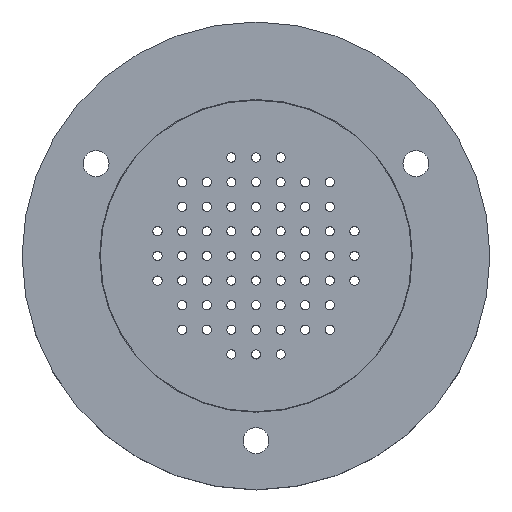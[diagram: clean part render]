
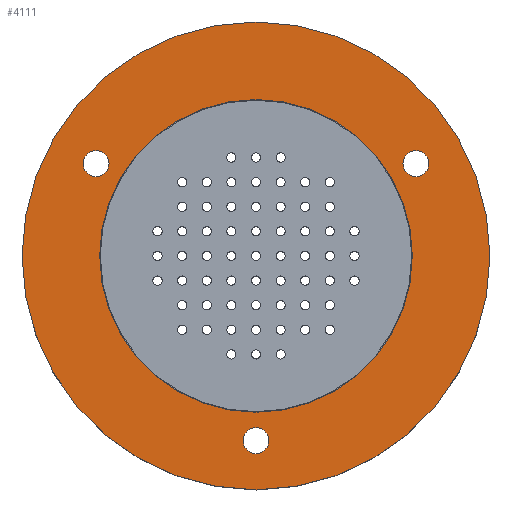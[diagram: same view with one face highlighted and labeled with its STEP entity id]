
A CAD part, top view. The second image highlights one B-rep face of the part: STEP entity #4111.
In plain terms, the highlighted planar face has unit normal (0, 0, 1).
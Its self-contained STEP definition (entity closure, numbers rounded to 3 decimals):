
#87 = EDGE_CURVE ( 'NONE', #3505, #1153, #2720, .T. ) ;
#125 = CARTESIAN_POINT ( 'NONE',  ( -25.981, 15., 9.65 ) ) ;
#129 = EDGE_CURVE ( 'NONE', #3585, #421, #202, .T. ) ;
#165 = CIRCLE ( 'NONE', #3934, 2.108 ) ;
#202 = CIRCLE ( 'NONE', #2397, 38. ) ;
#269 = CARTESIAN_POINT ( 'NONE',  ( 0., 0., 9.65 ) ) ;
#277 = VERTEX_POINT ( 'NONE', #1906 ) ;
#297 = FACE_OUTER_BOUND ( 'NONE', #2975, .T. ) ;
#389 = DIRECTION ( 'NONE',  ( -1., 0., 0. ) ) ;
#399 = DIRECTION ( 'NONE',  ( -1., 0., 0. ) ) ;
#421 = VERTEX_POINT ( 'NONE', #4499 ) ;
#436 = ORIENTED_EDGE ( 'NONE', *, *, #1127, .T. ) ;
#477 = DIRECTION ( 'NONE',  ( -1., 0., 0. ) ) ;
#538 = VERTEX_POINT ( 'NONE', #3346 ) ;
#589 = CARTESIAN_POINT ( 'NONE',  ( -23.873, 15., 9.65 ) ) ;
#607 = DIRECTION ( 'NONE',  ( 0., 0., 1. ) ) ;
#628 = CARTESIAN_POINT ( 'NONE',  ( -28.089, 15., 9.65 ) ) ;
#658 = AXIS2_PLACEMENT_3D ( 'NONE', #4529, #4974, #1210 ) ;
#672 = VERTEX_POINT ( 'NONE', #1833 ) ;
#684 = PLANE ( 'NONE',  #1283 ) ;
#745 = CIRCLE ( 'NONE', #658, 2.108 ) ;
#827 = CIRCLE ( 'NONE', #3290, 2.108 ) ;
#830 = VERTEX_POINT ( 'NONE', #4588 ) ;
#1046 = DIRECTION ( 'NONE',  ( 1., 0., 0. ) ) ;
#1127 = EDGE_CURVE ( 'NONE', #830, #2116, #165, .T. ) ;
#1153 = VERTEX_POINT ( 'NONE', #628 ) ;
#1210 = DIRECTION ( 'NONE',  ( -1., 0., 0. ) ) ;
#1235 = EDGE_CURVE ( 'NONE', #2116, #830, #5398, .T. ) ;
#1283 = AXIS2_PLACEMENT_3D ( 'NONE', #3545, #607, #1046 ) ;
#1461 = AXIS2_PLACEMENT_3D ( 'NONE', #269, #4036, #3571 ) ;
#1484 = ORIENTED_EDGE ( 'NONE', *, *, #2776, .F. ) ;
#1525 = CARTESIAN_POINT ( 'NONE',  ( -2.108, -30., 9.65 ) ) ;
#1607 = CIRCLE ( 'NONE', #3188, 2.108 ) ;
#1689 = DIRECTION ( 'NONE',  ( 0., 0., -1. ) ) ;
#1833 = CARTESIAN_POINT ( 'NONE',  ( 23.873, 15., 9.65 ) ) ;
#1838 = EDGE_CURVE ( 'NONE', #421, #3585, #4332, .T. ) ;
#1869 = DIRECTION ( 'NONE',  ( -1., 0., 0. ) ) ;
#1906 = CARTESIAN_POINT ( 'NONE',  ( 28.089, 15., 9.65 ) ) ;
#1941 = ORIENTED_EDGE ( 'NONE', *, *, #1235, .T. ) ;
#2043 = CARTESIAN_POINT ( 'NONE',  ( -25.981, 15., 9.65 ) ) ;
#2116 = VERTEX_POINT ( 'NONE', #1525 ) ;
#2216 = DIRECTION ( 'NONE',  ( 0., 0., 1. ) ) ;
#2396 = CIRCLE ( 'NONE', #4755, 25.4 ) ;
#2397 = AXIS2_PLACEMENT_3D ( 'NONE', #3073, #2216, #2994 ) ;
#2418 = DIRECTION ( 'NONE',  ( -1., 0., 0. ) ) ;
#2427 = CIRCLE ( 'NONE', #1461, 25.4 ) ;
#2450 = EDGE_LOOP ( 'NONE', ( #4372, #5418 ) ) ;
#2503 = DIRECTION ( 'NONE',  ( 0., 0., 1. ) ) ;
#2538 = CARTESIAN_POINT ( 'NONE',  ( 0., -30., 9.65 ) ) ;
#2699 = ORIENTED_EDGE ( 'NONE', *, *, #1838, .T. ) ;
#2720 = CIRCLE ( 'NONE', #3936, 2.108 ) ;
#2729 = DIRECTION ( 'NONE',  ( 0., 0., -1. ) ) ;
#2758 = FACE_BOUND ( 'NONE', #3604, .T. ) ;
#2776 = EDGE_CURVE ( 'NONE', #538, #4566, #2427, .T. ) ;
#2780 = CARTESIAN_POINT ( 'NONE',  ( 25.4, 0., 9.65 ) ) ;
#2788 = FACE_BOUND ( 'NONE', #3799, .T. ) ;
#2975 = EDGE_LOOP ( 'NONE', ( #2699, #4870 ) ) ;
#2994 = DIRECTION ( 'NONE',  ( 1., 0., 0. ) ) ;
#3073 = CARTESIAN_POINT ( 'NONE',  ( 0., 0., 9.65 ) ) ;
#3079 = ORIENTED_EDGE ( 'NONE', *, *, #3149, .F. ) ;
#3149 = EDGE_CURVE ( 'NONE', #4566, #538, #2396, .T. ) ;
#3167 = FACE_BOUND ( 'NONE', #5283, .T. ) ;
#3188 = AXIS2_PLACEMENT_3D ( 'NONE', #3752, #3343, #399 ) ;
#3290 = AXIS2_PLACEMENT_3D ( 'NONE', #2043, #3712, #389 ) ;
#3292 = CARTESIAN_POINT ( 'NONE',  ( 0., 0., 9.65 ) ) ;
#3342 = EDGE_CURVE ( 'NONE', #277, #672, #1607, .T. ) ;
#3343 = DIRECTION ( 'NONE',  ( 0., 0., -1. ) ) ;
#3346 = CARTESIAN_POINT ( 'NONE',  ( -25.4, 0., 9.65 ) ) ;
#3505 = VERTEX_POINT ( 'NONE', #589 ) ;
#3545 = CARTESIAN_POINT ( 'NONE',  ( 0., 0., 9.65 ) ) ;
#3571 = DIRECTION ( 'NONE',  ( 1., 0., 0. ) ) ;
#3585 = VERTEX_POINT ( 'NONE', #4757 ) ;
#3604 = EDGE_LOOP ( 'NONE', ( #1941, #436 ) ) ;
#3628 = ORIENTED_EDGE ( 'NONE', *, *, #3825, .T. ) ;
#3712 = DIRECTION ( 'NONE',  ( 0., 0., -1. ) ) ;
#3752 = CARTESIAN_POINT ( 'NONE',  ( 25.981, 15., 9.65 ) ) ;
#3799 = EDGE_LOOP ( 'NONE', ( #3628, #4110 ) ) ;
#3813 = DIRECTION ( 'NONE',  ( 1., 0., 0. ) ) ;
#3825 = EDGE_CURVE ( 'NONE', #1153, #3505, #827, .T. ) ;
#3869 = CARTESIAN_POINT ( 'NONE',  ( 0., 0., 9.65 ) ) ;
#3934 = AXIS2_PLACEMENT_3D ( 'NONE', #5217, #2729, #1869 ) ;
#3936 = AXIS2_PLACEMENT_3D ( 'NONE', #125, #1689, #477 ) ;
#4036 = DIRECTION ( 'NONE',  ( 0., 0., 1. ) ) ;
#4081 = DIRECTION ( 'NONE',  ( 1., 0., 0. ) ) ;
#4110 = ORIENTED_EDGE ( 'NONE', *, *, #87, .T. ) ;
#4111 = ADVANCED_FACE ( 'NONE', ( #2788, #4447, #2758, #297, #3167 ), #684, .T. ) ;
#4116 = DIRECTION ( 'NONE',  ( 0., 0., -1. ) ) ;
#4226 = EDGE_CURVE ( 'NONE', #672, #277, #745, .T. ) ;
#4332 = CIRCLE ( 'NONE', #4595, 38. ) ;
#4372 = ORIENTED_EDGE ( 'NONE', *, *, #4226, .T. ) ;
#4447 = FACE_BOUND ( 'NONE', #2450, .T. ) ;
#4499 = CARTESIAN_POINT ( 'NONE',  ( -38., 0., 9.65 ) ) ;
#4529 = CARTESIAN_POINT ( 'NONE',  ( 25.981, 15., 9.65 ) ) ;
#4566 = VERTEX_POINT ( 'NONE', #2780 ) ;
#4588 = CARTESIAN_POINT ( 'NONE',  ( 2.108, -30., 9.65 ) ) ;
#4595 = AXIS2_PLACEMENT_3D ( 'NONE', #3292, #2503, #3813 ) ;
#4755 = AXIS2_PLACEMENT_3D ( 'NONE', #3869, #4879, #4081 ) ;
#4757 = CARTESIAN_POINT ( 'NONE',  ( 38., 0., 9.65 ) ) ;
#4870 = ORIENTED_EDGE ( 'NONE', *, *, #129, .T. ) ;
#4879 = DIRECTION ( 'NONE',  ( 0., 0., 1. ) ) ;
#4974 = DIRECTION ( 'NONE',  ( 0., 0., -1. ) ) ;
#5217 = CARTESIAN_POINT ( 'NONE',  ( 0., -30., 9.65 ) ) ;
#5227 = AXIS2_PLACEMENT_3D ( 'NONE', #2538, #4116, #2418 ) ;
#5283 = EDGE_LOOP ( 'NONE', ( #1484, #3079 ) ) ;
#5398 = CIRCLE ( 'NONE', #5227, 2.108 ) ;
#5418 = ORIENTED_EDGE ( 'NONE', *, *, #3342, .T. ) ;
